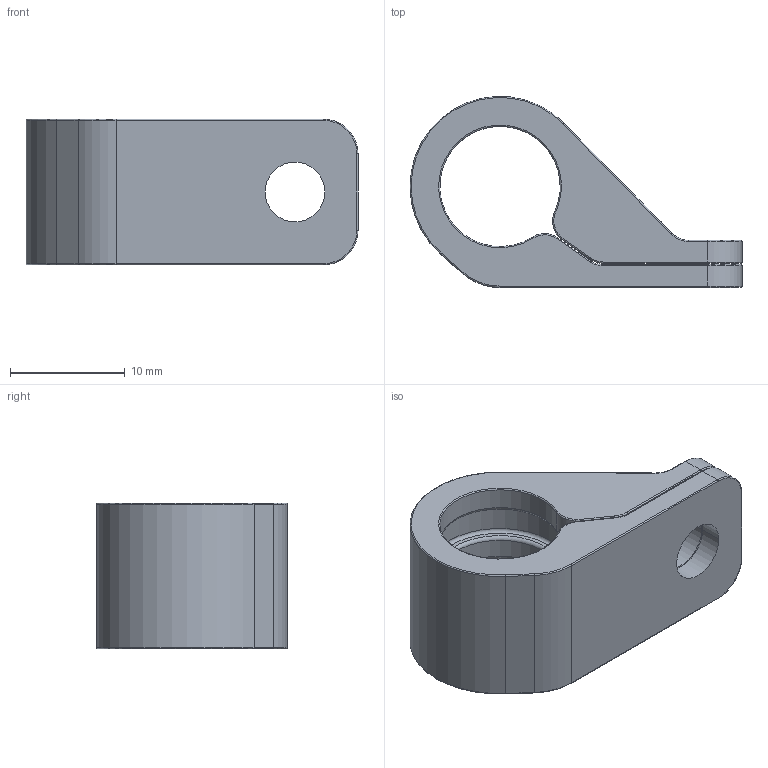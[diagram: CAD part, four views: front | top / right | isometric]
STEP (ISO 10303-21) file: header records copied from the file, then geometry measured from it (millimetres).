
FILE_DESCRIPTION((''),'2;1');
FILE_NAME('3506_8212_544-BOITIER-FERME','2020-03-10T',('presta_be4'),(''),'CREO PARAMETRIC BY PTC INC, 2018360','CREO PARAMETRIC BY PTC INC, 2018360','');
FILE_SCHEMA(('CONFIG_CONTROL_DESIGN'));
Length unit declared in the file: millimetre
Products named in the file (1): 3506_8212_544-BOITIER-FERME
Bounding box: 28.95 x 16.64 x 12.7 mm (x, y, z)
Volume: 2259 mm3; surface area: 2375.8 mm2
Topology: 1 solids, 1 shells, 111 faces, 259 edges, 150 vertices
Faces by surface type: cylinder 45, torus 41, plane 16, bspline 8, cone 1
Entity records: 4373 total; most frequent: CARTESIAN_POINT 1754, DIRECTION 602, ORIENTED_EDGE 518, AXIS2_PLACEMENT_3D 261, EDGE_CURVE 259, CIRCLE 158, VERTEX_POINT 150, EDGE_LOOP 115
